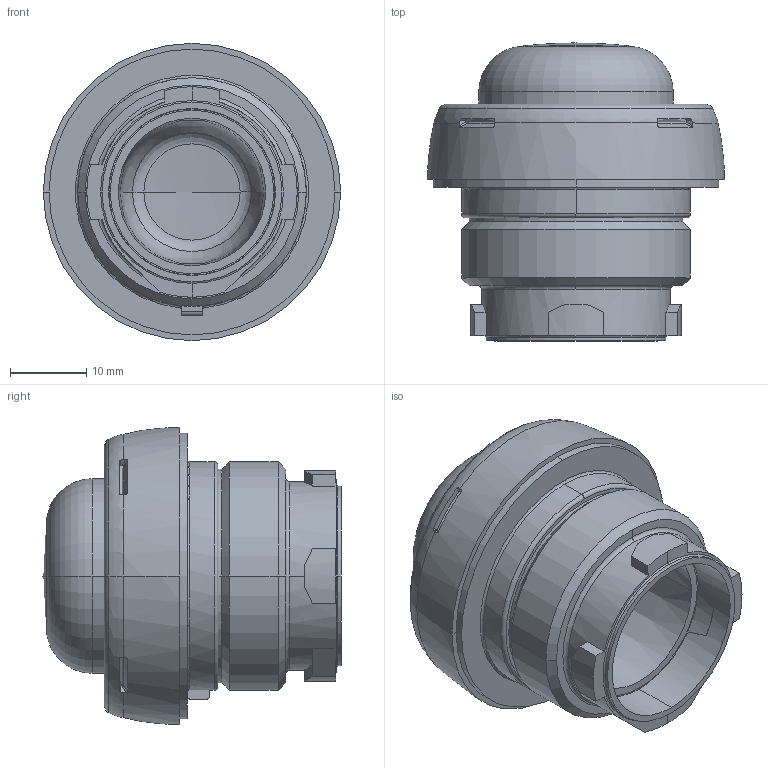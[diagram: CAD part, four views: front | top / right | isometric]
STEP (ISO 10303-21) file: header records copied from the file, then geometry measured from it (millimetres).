
FILE_DESCRIPTION((''),'2;1');
FILE_NAME('05-1141-0455_EINSATZGEH','2023-09-21T13:47:52',('Beil'),(''),'CREO PARAMETRIC BY PTC INC, 2019030','CREO PARAMETRIC BY PTC INC, 2019030','');
FILE_SCHEMA(('CONFIG_CONTROL_DESIGN','SHAPE_APPEARANCE_LAYERS_GROUPS'));
Length unit declared in the file: millimetre
Products named in the file (1): 05-1141-0455_EINSATZGEH
Bounding box: 39 x 39.1 x 39 mm (x, y, z)
Volume: 18030.2 mm3; surface area: 9986.8 mm2
Topology: 1 solids, 8 shells, 242 faces, 608 edges, 380 vertices
Faces by surface type: plane 73, cylinder 54, bspline 48, cone 39, torus 18, extrusion 6, sphere 4
Entity records: 12036 total; most frequent: CARTESIAN_POINT 4639, ORIENTED_EDGE 1208, DIRECTION 1034, PRESENTATION_STYLE_ASSIGNMENT 613, STYLED_ITEM 605, CURVE_STYLE 604, EDGE_CURVE 604, AXIS2_PLACEMENT_3D 425
